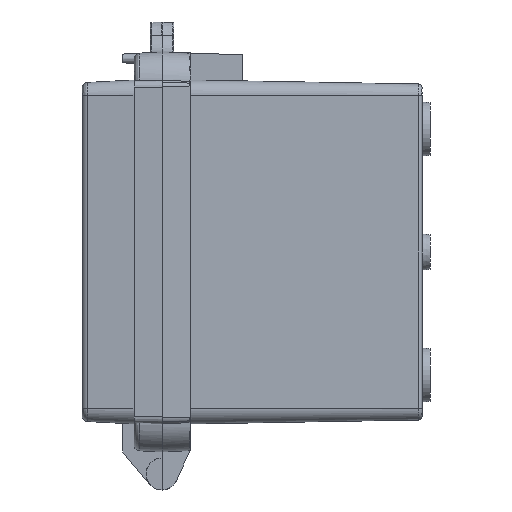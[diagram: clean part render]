
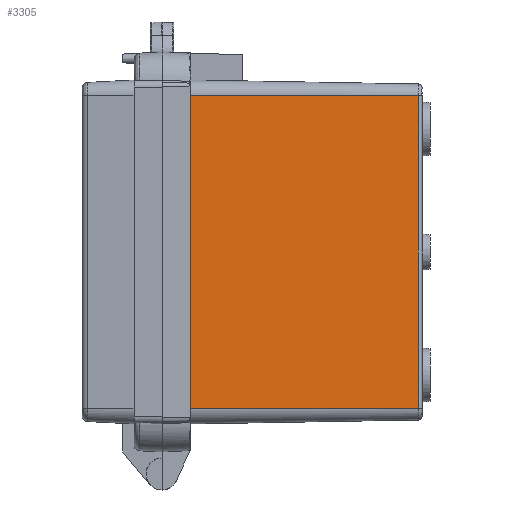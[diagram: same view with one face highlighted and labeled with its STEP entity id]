
A CAD part, left-side view. The second image highlights one B-rep face of the part: STEP entity #3305.
In plain terms, the highlighted planar face has unit normal (-1, -0.018, 0).
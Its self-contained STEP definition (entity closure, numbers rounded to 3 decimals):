
#244 = VECTOR ( 'NONE', #20859, 1000. ) ;
#245 = EDGE_CURVE ( 'NONE', #16794, #14888, #14450, .T. ) ;
#442 = LINE ( 'NONE', #20426, #940 ) ;
#749 = CARTESIAN_POINT ( 'NONE',  ( -68.07, -3., -44.817 ) ) ;
#779 = CARTESIAN_POINT ( 'NONE',  ( -68., -7., 31.25 ) ) ;
#940 = VECTOR ( 'NONE', #5328, 1000. ) ;
#1044 = CARTESIAN_POINT ( 'NONE',  ( -68.07, -3., 1.46 ) ) ;
#1104 = ORIENTED_EDGE ( 'NONE', *, *, #245, .T. ) ;
#1110 = DIRECTION ( 'NONE',  ( 0., 0., -1. ) ) ;
#1314 = VECTOR ( 'NONE', #17246, 1000. ) ;
#1825 = DIRECTION ( 'NONE',  ( -0.017, 0.998, -0.052 ) ) ;
#1903 = LINE ( 'NONE', #8753, #1314 ) ;
#2010 = DIRECTION ( 'NONE',  ( 0.017, -0.998, -0.052 ) ) ;
#2392 = CARTESIAN_POINT ( 'NONE',  ( -68.07, -3., -39.07 ) ) ;
#2436 = EDGE_CURVE ( 'NONE', #15606, #19241, #4672, .T. ) ;
#2641 = VECTOR ( 'NONE', #1110, 1000. ) ;
#2795 = DIRECTION ( 'NONE',  ( 0., 0., 1. ) ) ;
#2815 = EDGE_CURVE ( 'NONE', #14973, #10595, #1903, .T. ) ;
#3019 = VECTOR ( 'NONE', #16951, 1000. ) ;
#3305 = ADVANCED_FACE ( 'NONE', ( #8930 ), #14331, .T. ) ;
#3497 = VERTEX_POINT ( 'NONE', #16409 ) ;
#3635 = EDGE_CURVE ( 'NONE', #16270, #8933, #10568, .T. ) ;
#3684 = CARTESIAN_POINT ( 'NONE',  ( -68.109, -0.735, -1.578 ) ) ;
#3751 = LINE ( 'NONE', #16974, #7317 ) ;
#3877 = EDGE_CURVE ( 'NONE', #11738, #10700, #15587, .T. ) ;
#3885 = CARTESIAN_POINT ( 'NONE',  ( -68., -7., 1.25 ) ) ;
#4453 = ORIENTED_EDGE ( 'NONE', *, *, #2815, .T. ) ;
#4632 = ORIENTED_EDGE ( 'NONE', *, *, #20078, .T. ) ;
#4672 = LINE ( 'NONE', #21325, #8750 ) ;
#5328 = DIRECTION ( 'NONE',  ( 0.017, -0.998, -0.052 ) ) ;
#5442 = LINE ( 'NONE', #17116, #6569 ) ;
#5502 = VECTOR ( 'NONE', #19048, 1000. ) ;
#5814 = ORIENTED_EDGE ( 'NONE', *, *, #21408, .T. ) ;
#6479 = CARTESIAN_POINT ( 'NONE',  ( -68.07, -3., 33.96 ) ) ;
#6545 = VERTEX_POINT ( 'NONE', #14145 ) ;
#6569 = VECTOR ( 'NONE', #2010, 1000. ) ;
#6638 = DIRECTION ( 'NONE',  ( 0., 0., -1. ) ) ;
#7317 = VECTOR ( 'NONE', #17204, 1000. ) ;
#7600 = ORIENTED_EDGE ( 'NONE', *, *, #10951, .T. ) ;
#8291 = VECTOR ( 'NONE', #1825, 1000. ) ;
#8750 = VECTOR ( 'NONE', #2795, 1000. ) ;
#8753 = CARTESIAN_POINT ( 'NONE',  ( -68.08, -2.433, -33.989 ) ) ;
#8930 = FACE_OUTER_BOUND ( 'NONE', #20394, .T. ) ;
#8933 = VERTEX_POINT ( 'NONE', #6479 ) ;
#9127 = LINE ( 'NONE', #17397, #14036 ) ;
#9178 = VERTEX_POINT ( 'NONE', #1044 ) ;
#9302 = DIRECTION ( 'NONE',  ( 0., 0., -1. ) ) ;
#9315 = EDGE_CURVE ( 'NONE', #15067, #15606, #12309, .T. ) ;
#9643 = CARTESIAN_POINT ( 'NONE',  ( -68.07, -3., 39.07 ) ) ;
#9795 = VECTOR ( 'NONE', #9302, 1000. ) ;
#9802 = VERTEX_POINT ( 'NONE', #11583 ) ;
#10288 = ORIENTED_EDGE ( 'NONE', *, *, #9315, .T. ) ;
#10518 = DIRECTION ( 'NONE',  ( -0.017, 0.998, -0.052 ) ) ;
#10568 = LINE ( 'NONE', #18840, #9795 ) ;
#10595 = VERTEX_POINT ( 'NONE', #12097 ) ;
#10700 = VERTEX_POINT ( 'NONE', #12744 ) ;
#10773 = ORIENTED_EDGE ( 'NONE', *, *, #13832, .T. ) ;
#10887 = ORIENTED_EDGE ( 'NONE', *, *, #3635, .T. ) ;
#10951 = EDGE_CURVE ( 'NONE', #14888, #3497, #18474, .T. ) ;
#11185 = VECTOR ( 'NONE', #10518, 1000. ) ;
#11214 = CARTESIAN_POINT ( 'NONE',  ( -68., -7., 33.75 ) ) ;
#11571 = EDGE_CURVE ( 'NONE', #10700, #9802, #21696, .T. ) ;
#11583 = CARTESIAN_POINT ( 'NONE',  ( -68.07, -3., -31.04 ) ) ;
#11738 = VERTEX_POINT ( 'NONE', #18828 ) ;
#11902 = AXIS2_PLACEMENT_3D ( 'NONE', #749, #19298, #15770 ) ;
#12015 = CARTESIAN_POINT ( 'NONE',  ( -67.005, -64.017, 39.07 ) ) ;
#12097 = CARTESIAN_POINT ( 'NONE',  ( -68.07, -3., -33.96 ) ) ;
#12309 = LINE ( 'NONE', #2392, #5502 ) ;
#12354 = DIRECTION ( 'NONE',  ( 0., 0., -1. ) ) ;
#12677 = CARTESIAN_POINT ( 'NONE',  ( -68., -7., -44.817 ) ) ;
#12744 = CARTESIAN_POINT ( 'NONE',  ( -68.07, -3., -1.46 ) ) ;
#12884 = ORIENTED_EDGE ( 'NONE', *, *, #3877, .T. ) ;
#13035 = LINE ( 'NONE', #14567, #2641 ) ;
#13068 = ORIENTED_EDGE ( 'NONE', *, *, #13782, .T. ) ;
#13628 = EDGE_CURVE ( 'NONE', #10595, #15067, #16321, .T. ) ;
#13782 = EDGE_CURVE ( 'NONE', #9802, #6545, #442, .T. ) ;
#13832 = EDGE_CURVE ( 'NONE', #21016, #11738, #15777, .T. ) ;
#13854 = EDGE_CURVE ( 'NONE', #6545, #14973, #16202, .T. ) ;
#14036 = VECTOR ( 'NONE', #19056, 1000. ) ;
#14102 = ORIENTED_EDGE ( 'NONE', *, *, #13628, .T. ) ;
#14145 = CARTESIAN_POINT ( 'NONE',  ( -68., -7., -31.25 ) ) ;
#14331 = PLANE ( 'NONE',  #11902 ) ;
#14450 = LINE ( 'NONE', #17655, #18111 ) ;
#14567 = CARTESIAN_POINT ( 'NONE',  ( -68.07, -3., -44.817 ) ) ;
#14653 = ORIENTED_EDGE ( 'NONE', *, *, #18893, .T. ) ;
#14888 = VERTEX_POINT ( 'NONE', #779 ) ;
#14973 = VERTEX_POINT ( 'NONE', #20989 ) ;
#15021 = EDGE_CURVE ( 'NONE', #3497, #9178, #13035, .T. ) ;
#15067 = VERTEX_POINT ( 'NONE', #19540 ) ;
#15587 = LINE ( 'NONE', #3684, #11185 ) ;
#15606 = VERTEX_POINT ( 'NONE', #18860 ) ;
#15770 = DIRECTION ( 'NONE',  ( 0.017, -1., 0. ) ) ;
#15777 = LINE ( 'NONE', #20756, #19626 ) ;
#15895 = ORIENTED_EDGE ( 'NONE', *, *, #15021, .T. ) ;
#16202 = LINE ( 'NONE', #12677, #244 ) ;
#16270 = VERTEX_POINT ( 'NONE', #9643 ) ;
#16321 = LINE ( 'NONE', #21745, #21038 ) ;
#16409 = CARTESIAN_POINT ( 'NONE',  ( -68.07, -3., 31.04 ) ) ;
#16794 = VERTEX_POINT ( 'NONE', #11214 ) ;
#16835 = CARTESIAN_POINT ( 'NONE',  ( -68.07, -3., -44.817 ) ) ;
#16951 = DIRECTION ( 'NONE',  ( 0., 0., -1. ) ) ;
#16974 = CARTESIAN_POINT ( 'NONE',  ( -68.028, -5.418, 1.333 ) ) ;
#17116 = CARTESIAN_POINT ( 'NONE',  ( -67.998, -7.116, 33.744 ) ) ;
#17204 = DIRECTION ( 'NONE',  ( 0.017, -0.998, -0.052 ) ) ;
#17246 = DIRECTION ( 'NONE',  ( -0.017, 0.998, -0.052 ) ) ;
#17397 = CARTESIAN_POINT ( 'NONE',  ( -68.07, -3., 39.07 ) ) ;
#17655 = CARTESIAN_POINT ( 'NONE',  ( -68., -7., -44.817 ) ) ;
#18111 = VECTOR ( 'NONE', #20867, 1000. ) ;
#18474 = LINE ( 'NONE', #18810, #8291 ) ;
#18810 = CARTESIAN_POINT ( 'NONE',  ( -68.139, 0.963, 30.833 ) ) ;
#18828 = CARTESIAN_POINT ( 'NONE',  ( -68., -7., -1.25 ) ) ;
#18840 = CARTESIAN_POINT ( 'NONE',  ( -68.07, -3., -44.817 ) ) ;
#18860 = CARTESIAN_POINT ( 'NONE',  ( -67.005, -64.017, -39.07 ) ) ;
#18893 = EDGE_CURVE ( 'NONE', #8933, #16794, #5442, .T. ) ;
#19048 = DIRECTION ( 'NONE',  ( 0.017, -1., 0. ) ) ;
#19056 = DIRECTION ( 'NONE',  ( -0.017, 1., 0. ) ) ;
#19241 = VERTEX_POINT ( 'NONE', #12015 ) ;
#19298 = DIRECTION ( 'NONE',  ( -1., -0.017, 0. ) ) ;
#19540 = CARTESIAN_POINT ( 'NONE',  ( -68.07, -3., -39.07 ) ) ;
#19626 = VECTOR ( 'NONE', #12354, 1000. ) ;
#20078 = EDGE_CURVE ( 'NONE', #9178, #21016, #3751, .T. ) ;
#20211 = ORIENTED_EDGE ( 'NONE', *, *, #13854, .T. ) ;
#20394 = EDGE_LOOP ( 'NONE', ( #10288, #20395, #5814, #10887, #14653, #1104, #7600, #15895, #4632, #10773, #12884, #21478, #13068, #20211, #4453, #14102 ) ) ;
#20395 = ORIENTED_EDGE ( 'NONE', *, *, #2436, .T. ) ;
#20426 = CARTESIAN_POINT ( 'NONE',  ( -68.057, -3.72, -31.078 ) ) ;
#20756 = CARTESIAN_POINT ( 'NONE',  ( -68., -7., -44.817 ) ) ;
#20859 = DIRECTION ( 'NONE',  ( 0., 0., -1. ) ) ;
#20867 = DIRECTION ( 'NONE',  ( 0., 0., -1. ) ) ;
#20989 = CARTESIAN_POINT ( 'NONE',  ( -68., -7., -33.75 ) ) ;
#21016 = VERTEX_POINT ( 'NONE', #3885 ) ;
#21038 = VECTOR ( 'NONE', #6638, 1000. ) ;
#21325 = CARTESIAN_POINT ( 'NONE',  ( -67.005, -64.017, -44.817 ) ) ;
#21408 = EDGE_CURVE ( 'NONE', #19241, #16270, #9127, .T. ) ;
#21478 = ORIENTED_EDGE ( 'NONE', *, *, #11571, .T. ) ;
#21696 = LINE ( 'NONE', #16835, #3019 ) ;
#21745 = CARTESIAN_POINT ( 'NONE',  ( -68.07, -3., -44.817 ) ) ;
